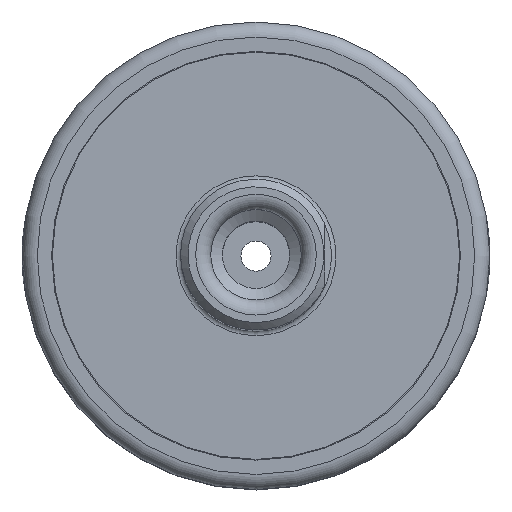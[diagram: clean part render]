
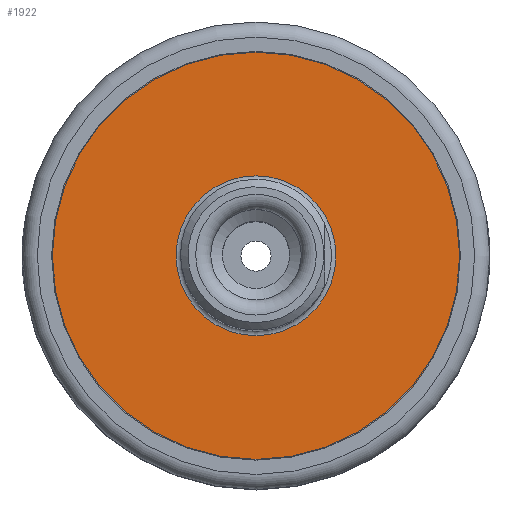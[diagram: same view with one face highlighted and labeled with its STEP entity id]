
A CAD part, top view. The second image highlights one B-rep face of the part: STEP entity #1922.
In plain terms, the highlighted planar face has unit normal (0, 0, 1).
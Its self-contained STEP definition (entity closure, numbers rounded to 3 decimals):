
#53=PLANE('',#2149);
#318=ORIENTED_EDGE('',*,*,#455,.F.);
#319=ORIENTED_EDGE('',*,*,#456,.T.);
#455=EDGE_CURVE('',#574,#574,#681,.T.);
#456=EDGE_CURVE('',#575,#575,#682,.T.);
#574=VERTEX_POINT('',#2968);
#575=VERTEX_POINT('',#2970);
#681=CIRCLE('',#2150,5.3);
#682=CIRCLE('',#2151,13.55);
#887=EDGE_LOOP('',(#318));
#888=EDGE_LOOP('',(#319));
#1114=FACE_BOUND('',#887,.T.);
#1115=FACE_BOUND('',#888,.T.);
#1922=ADVANCED_FACE('',(#1114,#1115),#53,.T.);
#2149=AXIS2_PLACEMENT_3D('',#2966,#2570,#2571);
#2150=AXIS2_PLACEMENT_3D('',#2967,#2572,#2573);
#2151=AXIS2_PLACEMENT_3D('',#2969,#2574,#2575);
#2570=DIRECTION('',(0.,0.,1.));
#2571=DIRECTION('',(1.,0.,0.));
#2572=DIRECTION('',(0.,0.,1.));
#2573=DIRECTION('',(1.,0.,0.));
#2574=DIRECTION('',(0.,0.,1.));
#2575=DIRECTION('',(1.,0.,0.));
#2966=CARTESIAN_POINT('',(5.3,0.,6.22));
#2967=CARTESIAN_POINT('',(0.,0.,6.22));
#2968=CARTESIAN_POINT('',(5.3,0.,6.22));
#2969=CARTESIAN_POINT('',(0.,0.,6.22));
#2970=CARTESIAN_POINT('',(13.55,0.,6.22));
